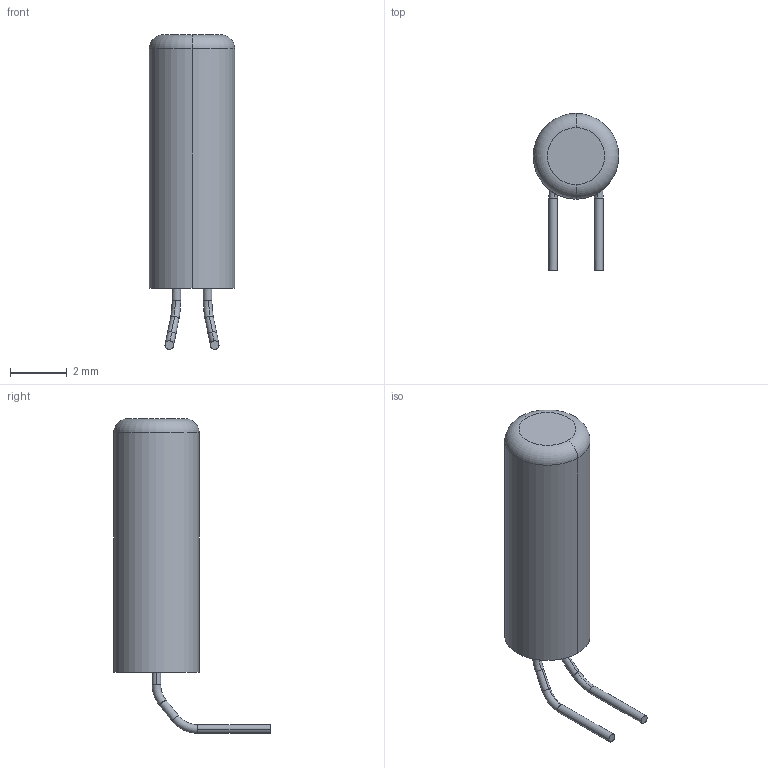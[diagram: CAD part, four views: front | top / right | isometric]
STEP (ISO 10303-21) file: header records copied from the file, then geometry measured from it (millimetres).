
FILE_DESCRIPTION (( 'STEP AP214' ), '1' );
FILE_NAME ('DT-38T.STEP', '2013-04-02T12:11:26', ( 'Tester2' ), ( '' ), 'SwSTEP 2.0', 'SolidWorks 2012', '' );
FILE_SCHEMA (( 'AUTOMOTIVE_DESIGN' ));
Length unit declared in the file: millimetre
Products named in the file (1): DT-38T
Bounding box: 3 x 5.5 x 11.05 mm (x, y, z)
Volume: 62.2 mm3; surface area: 107.9 mm2
Topology: 1 solids, 1 shells, 31 faces, 76 edges, 50 vertices
Faces by surface type: cylinder 16, torus 10, plane 5
Entity records: 999 total; most frequent: DIRECTION 200, CARTESIAN_POINT 158, ORIENTED_EDGE 152, AXIS2_PLACEMENT_3D 92, EDGE_CURVE 76, CIRCLE 60, VERTEX_POINT 50, EDGE_LOOP 34
